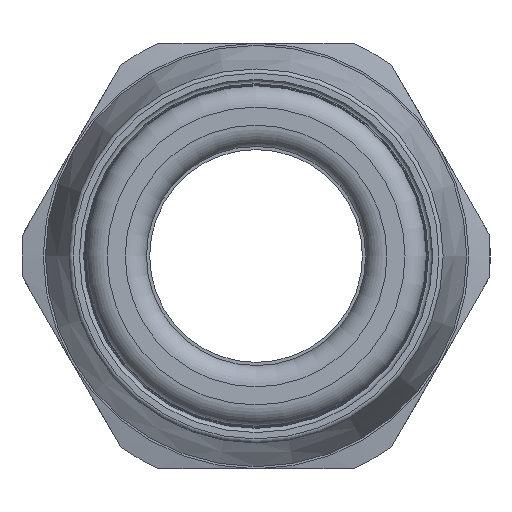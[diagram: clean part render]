
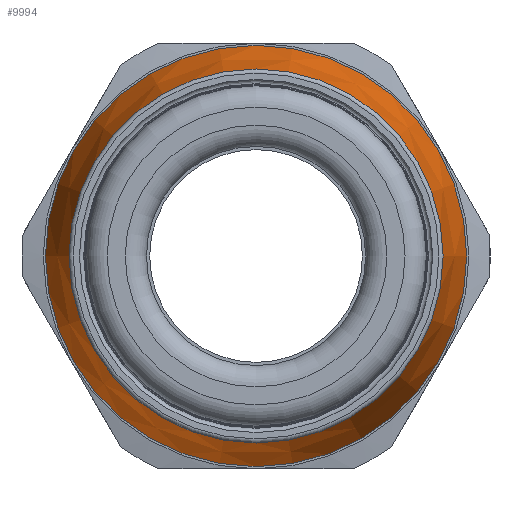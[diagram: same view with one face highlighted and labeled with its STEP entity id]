
A CAD part, left-side view. The second image highlights one B-rep face of the part: STEP entity #9994.
In plain terms, the highlighted conical face has half-angle 15 degrees and reference radius 9.345 mm.
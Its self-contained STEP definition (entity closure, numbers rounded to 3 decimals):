
#1803=CONICAL_SURFACE('',#11122,9.345,15.);
#2313=FACE_BOUND('',#3546,.T.);
#2878=FACE_OUTER_BOUND('',#3545,.T.);
#3545=EDGE_LOOP('',(#9115));
#3546=EDGE_LOOP('',(#9116));
#4160=CIRCLE('',#11121,8.79);
#4161=CIRCLE('',#11123,9.9);
#5108=VERTEX_POINT('',#17861);
#5109=VERTEX_POINT('',#17864);
#6495=EDGE_CURVE('',#5108,#5108,#4160,.T.);
#6496=EDGE_CURVE('',#5109,#5109,#4161,.T.);
#9115=ORIENTED_EDGE('',*,*,#6496,.F.);
#9116=ORIENTED_EDGE('',*,*,#6495,.T.);
#9994=ADVANCED_FACE('',(#2878,#2313),#1803,.T.);
#11121=AXIS2_PLACEMENT_3D('',#17862,#13985,#13986);
#11122=AXIS2_PLACEMENT_3D('',#17863,#13987,#13988);
#11123=AXIS2_PLACEMENT_3D('',#17865,#13989,#13990);
#13985=DIRECTION('center_axis',(1.,0.,0.));
#13986=DIRECTION('ref_axis',(0.,0.,-1.));
#13987=DIRECTION('center_axis',(1.,0.,0.));
#13988=DIRECTION('ref_axis',(0.,1.,0.));
#13989=DIRECTION('center_axis',(1.,0.,0.));
#13990=DIRECTION('ref_axis',(0.,0.,-1.));
#17861=CARTESIAN_POINT('',(7.148,8.79,0.));
#17862=CARTESIAN_POINT('Origin',(7.148,0.,0.));
#17863=CARTESIAN_POINT('Origin',(9.219,0.,0.));
#17864=CARTESIAN_POINT('',(11.29,9.9,0.));
#17865=CARTESIAN_POINT('Origin',(11.29,0.,0.));
